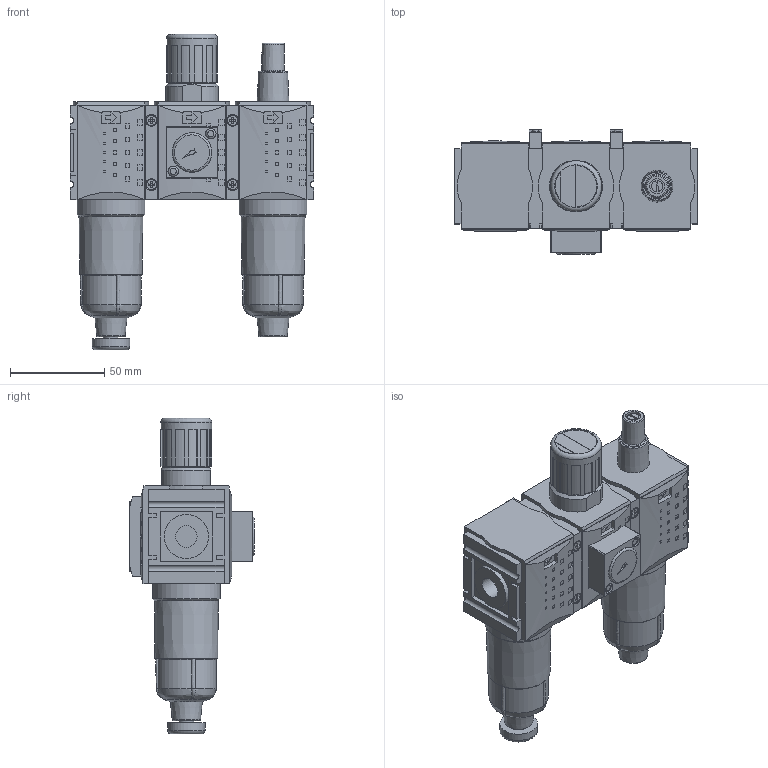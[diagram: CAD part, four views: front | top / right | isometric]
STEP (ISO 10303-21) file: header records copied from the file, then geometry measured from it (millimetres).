
FILE_DESCRIPTION((''),'2;1');
FILE_NAME('KS3U-014.stp','2010-03-02T13:52:26',('DDruske'),(''),'Autodesk Inventor 2009','Autodesk Inventor 2009','');
FILE_SCHEMA(('AUTOMOTIVE_DESIGN { 1 0 10303 214 1 1 1 1 }'));
Length unit declared in the file: millimetre
Products named in the file (1): Bauteil2
Bounding box: 129 x 66 x 167.5 mm (x, y, z)
Volume: 439904.5 mm3; surface area: 75094.8 mm2
Topology: 1 solids, 19 shells, 1239 faces, 3082 edges, 2028 vertices
Faces by surface type: plane 799, cylinder 242, bspline 163, cone 24, torus 9, sphere 2
Full cylindrical faces by diameter (mm): 3 x4, 3.3 x2, 3.5 x4, 5.283 x2, 5.3 x2, 5.5 x2, 8 x2, 8.4 x3, 11.445 x4, 20 x1, 20.7 x1, 21 x2, 23.5 x2, 27 x1, 36 x2
Entity records: 39114 total; most frequent: CARTESIAN_POINT 8548, ORIENTED_EDGE 5984, DIRECTION 5898, EDGE_CURVE 2992, VECTOR 2020, LINE 2020, VERTEX_POINT 2016, AXIS2_PLACEMENT_3D 1939
